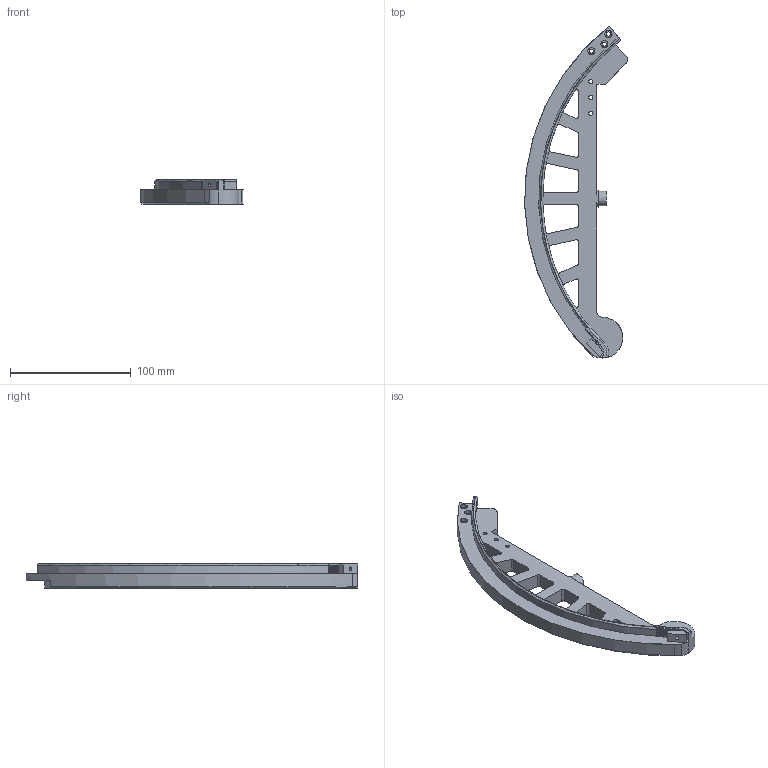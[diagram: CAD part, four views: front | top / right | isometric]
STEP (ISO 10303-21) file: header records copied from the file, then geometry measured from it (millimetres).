
FILE_DESCRIPTION (( 'STEP AP203' ), '1' );
FILE_NAME ('11a_splitring_part1_timingbelt.step', '2020-05-23T22:40:17', ( '' ), ( '' ), 'SwSTEP 2.0', 'SolidWorks 2019', '' );
FILE_SCHEMA (( 'CONFIG_CONTROL_DESIGN' ));
Length unit declared in the file: millimetre
Products named in the file (1): 11a_splitring_part1_timingbelt
Bounding box: 85.26 x 275.38 x 20 mm (x, y, z)
Volume: 121084.1 mm3; surface area: 40289.7 mm2
Topology: 1 solids, 1 shells, 252 faces, 734 edges, 488 vertices
Faces by surface type: cylinder 174, plane 74, torus 3, cone 1
Entity records: 8777 total; most frequent: CARTESIAN_POINT 1615, DIRECTION 1602, ORIENTED_EDGE 1468, EDGE_CURVE 734, AXIS2_PLACEMENT_3D 623, VERTEX_POINT 488, CIRCLE 370, VECTOR 356
